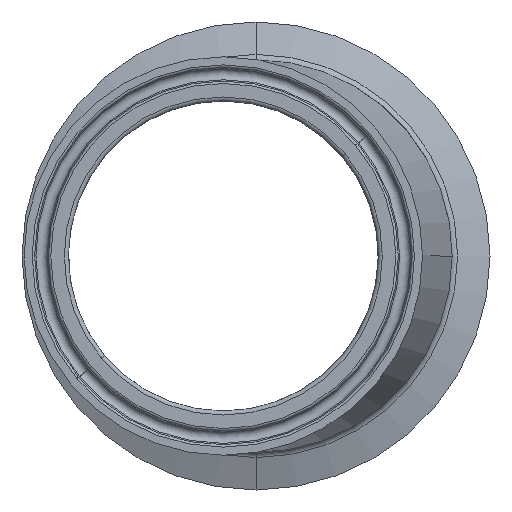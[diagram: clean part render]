
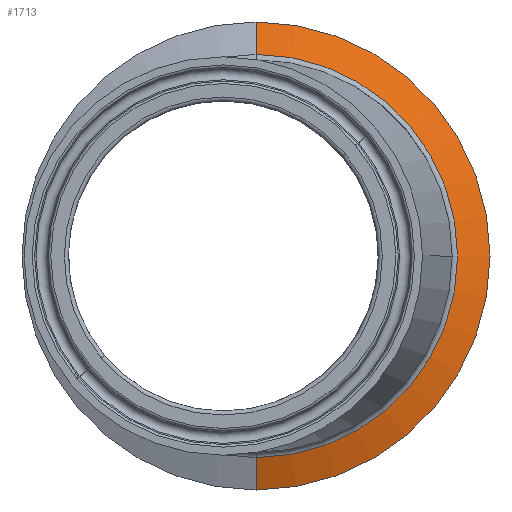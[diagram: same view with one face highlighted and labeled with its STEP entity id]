
A CAD part, front view. The second image highlights one B-rep face of the part: STEP entity #1713.
In plain terms, the highlighted conical face has half-angle 70 degrees and reference radius 45.455 mm.
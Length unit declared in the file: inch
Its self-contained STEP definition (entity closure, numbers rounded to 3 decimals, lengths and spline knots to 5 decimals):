
#4 = AXIS2_PLACEMENT_3D ( 'NONE', #37, #740, #234 ) ;
#37 = CARTESIAN_POINT ( 'NONE',  ( -2.44031, -2.03852, 0. ) ) ;
#107 = CARTESIAN_POINT ( 'NONE',  ( -2.44031, -2.03852, -1.78957 ) ) ;
#130 = EDGE_CURVE ( 'NONE', #1331, #416, #1966, .T. ) ;
#170 = CARTESIAN_POINT ( 'NONE',  ( -2.44031, -2.03852, 1.78957 ) ) ;
#234 = DIRECTION ( 'NONE',  ( 0., 0., 1. ) ) ;
#252 = EDGE_CURVE ( 'NONE', #416, #1448, #521, .T. ) ;
#278 = CIRCLE ( 'NONE', #899, 1.78957 ) ;
#345 = CARTESIAN_POINT ( 'NONE',  ( -2.44031, -2.03852, 0. ) ) ;
#416 = VERTEX_POINT ( 'NONE', #1766 ) ;
#421 = EDGE_LOOP ( 'NONE', ( #2230, #506, #661, #674 ) ) ;
#466 = DIRECTION ( 'NONE',  ( 0., 0.342, -0.94 ) ) ;
#506 = ORIENTED_EDGE ( 'NONE', *, *, #252, .T. ) ;
#521 = LINE ( 'NONE', #107, #572 ) ;
#564 = CONICAL_SURFACE ( 'NONE', #4, 1.78957, 1.222 ) ;
#572 = VECTOR ( 'NONE', #466, 39.37008 ) ;
#634 = EDGE_CURVE ( 'NONE', #1331, #1989, #684, .T. ) ;
#661 = ORIENTED_EDGE ( 'NONE', *, *, #2192, .F. ) ;
#674 = ORIENTED_EDGE ( 'NONE', *, *, #634, .F. ) ;
#684 = LINE ( 'NONE', #1036, #1993 ) ;
#740 = DIRECTION ( 'NONE',  ( 0., 1., 0. ) ) ;
#778 = CARTESIAN_POINT ( 'NONE',  ( -2.44031, -2.12883, 0. ) ) ;
#899 = AXIS2_PLACEMENT_3D ( 'NONE', #345, #1590, #2163 ) ;
#971 = DIRECTION ( 'NONE',  ( 0., 0., 1. ) ) ;
#1036 = CARTESIAN_POINT ( 'NONE',  ( -2.44031, -2.03852, 1.78957 ) ) ;
#1086 = CARTESIAN_POINT ( 'NONE',  ( -2.44031, -2.03852, -1.78957 ) ) ;
#1093 = FACE_OUTER_BOUND ( 'NONE', #421, .T. ) ;
#1237 = AXIS2_PLACEMENT_3D ( 'NONE', #778, #2246, #971 ) ;
#1238 = CARTESIAN_POINT ( 'NONE',  ( -2.44031, -2.12883, 1.54145 ) ) ;
#1241 = DIRECTION ( 'NONE',  ( 0., 0.342, 0.94 ) ) ;
#1331 = VERTEX_POINT ( 'NONE', #1238 ) ;
#1448 = VERTEX_POINT ( 'NONE', #1086 ) ;
#1590 = DIRECTION ( 'NONE',  ( 0., 1., 0. ) ) ;
#1713 = ADVANCED_FACE ( 'NONE', ( #1093 ), #564, .T. ) ;
#1766 = CARTESIAN_POINT ( 'NONE',  ( -2.44031, -2.12883, -1.54145 ) ) ;
#1966 = CIRCLE ( 'NONE', #1237, 1.54145 ) ;
#1989 = VERTEX_POINT ( 'NONE', #170 ) ;
#1993 = VECTOR ( 'NONE', #1241, 39.37008 ) ;
#2163 = DIRECTION ( 'NONE',  ( 0., 0., 1. ) ) ;
#2192 = EDGE_CURVE ( 'NONE', #1989, #1448, #278, .T. ) ;
#2230 = ORIENTED_EDGE ( 'NONE', *, *, #130, .T. ) ;
#2246 = DIRECTION ( 'NONE',  ( 0., 1., 0. ) ) ;
